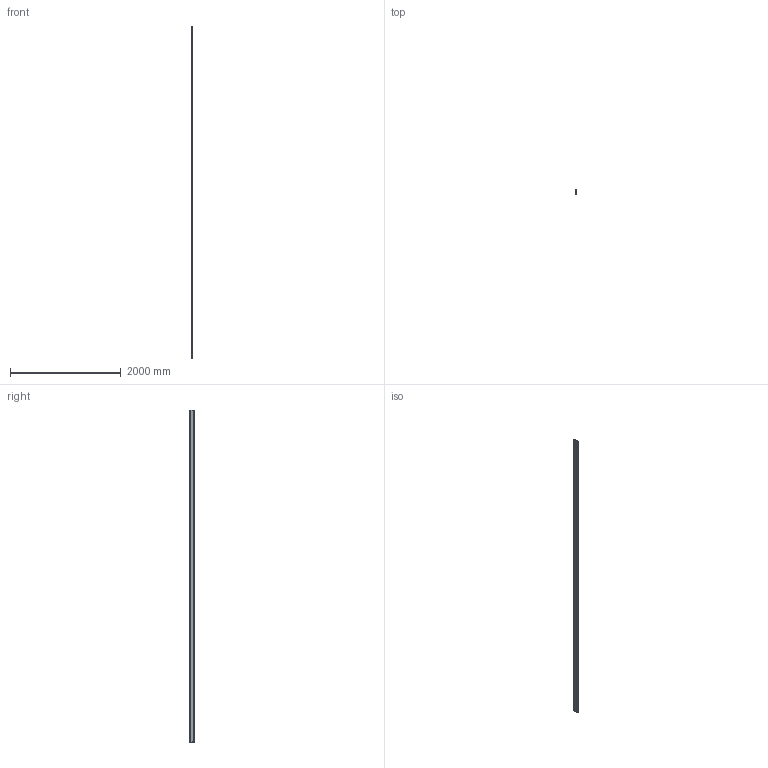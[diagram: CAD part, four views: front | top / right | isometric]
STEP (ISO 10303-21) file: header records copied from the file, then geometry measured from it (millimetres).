
FILE_DESCRIPTION (( 'STEP AP214' ), '1' );
FILE_NAME ('201041_Profil 30x90 Nut 8 6N.STEP', '2020-07-23T10:20:26', ( '' ), ( '' ), 'SwSTEP 2.0', 'SolidWorks 2017', '' );
FILE_SCHEMA (( 'AUTOMOTIVE_DESIGN' ));
Length unit declared in the file: millimetre
Products named in the file (1): 201041_Profil 30x90 Nut 8 6N
Bounding box: 30 x 90 x 6000 mm (x, y, z)
Volume: 3886351.8 mm3; surface area: 4185155.4 mm2
Topology: 1 solids, 1 shells, 160 faces, 474 edges, 316 vertices
Faces by surface type: plane 142, cylinder 18
Entity records: 5336 total; most frequent: CARTESIAN_POINT 951, ORIENTED_EDGE 948, DIRECTION 832, EDGE_CURVE 474, LINE 438, VECTOR 438, VERTEX_POINT 316, AXIS2_PLACEMENT_3D 197
